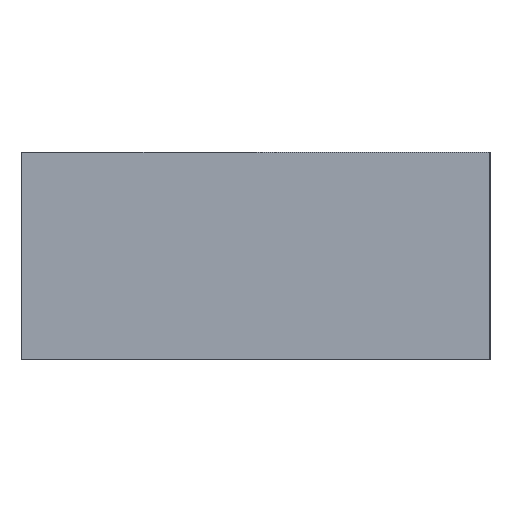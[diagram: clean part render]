
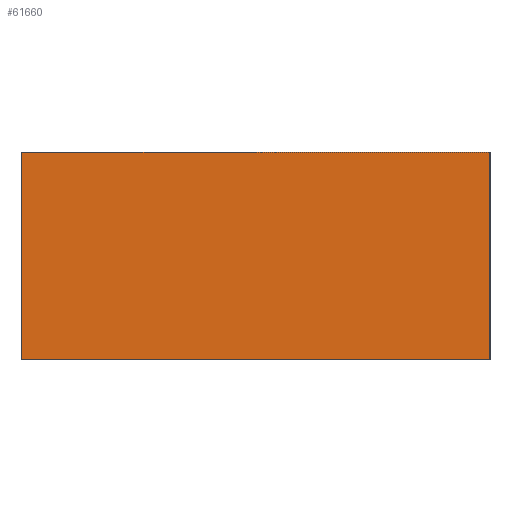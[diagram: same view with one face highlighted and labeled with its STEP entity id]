
A CAD part, left-side view. The second image highlights one B-rep face of the part: STEP entity #61660.
In plain terms, the highlighted planar face has unit normal (-1, 0, 0).
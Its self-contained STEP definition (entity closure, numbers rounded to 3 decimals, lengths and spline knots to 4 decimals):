
#13131=ORIENTED_EDGE('',*,*,#19735,.T.);
#13132=ORIENTED_EDGE('',*,*,#19729,.F.);
#13133=ORIENTED_EDGE('',*,*,#19694,.F.);
#13134=ORIENTED_EDGE('',*,*,#19716,.T.);
#19694=EDGE_CURVE('',#24090,#24091,#30639,.T.);
#19716=EDGE_CURVE('',#24090,#24110,#30655,.T.);
#19729=EDGE_CURVE('',#24091,#24118,#30668,.T.);
#19735=EDGE_CURVE('',#24110,#24118,#30674,.T.);
#24090=VERTEX_POINT('',#87990);
#24091=VERTEX_POINT('',#87991);
#24110=VERTEX_POINT('',#88038);
#24118=VERTEX_POINT('',#88062);
#30639=LINE('',#87989,#37192);
#30655=LINE('',#88039,#37208);
#30668=LINE('',#88061,#37221);
#30674=LINE('',#88072,#37227);
#37192=VECTOR('',#74827,1000.);
#37208=VECTOR('',#74869,1000.);
#37221=VECTOR('',#74886,1000.);
#37227=VECTOR('',#74894,1000.);
#39465=EDGE_LOOP('',(#13131,#13132,#13133,#13134));
#41710=FACE_BOUND('',#39465,.T.);
#43926=PLANE('',#63890);
#61660=ADVANCED_FACE('',(#41710),#43926,.F.);
#63890=AXIS2_PLACEMENT_3D('',#88071,#74892,#74893);
#74827=DIRECTION('',(0.,-1.,0.));
#74869=DIRECTION('',(0.,0.,-1.));
#74886=DIRECTION('',(0.,0.,-1.));
#74892=DIRECTION('',(1.,0.,0.));
#74893=DIRECTION('',(0.,0.,-1.));
#74894=DIRECTION('',(0.,-1.,0.));
#87989=CARTESIAN_POINT('',(-4.5,3.5,3.1));
#87990=CARTESIAN_POINT('',(-4.5,3.5,3.1));
#87991=CARTESIAN_POINT('',(-4.5,-3.5,3.1));
#88038=CARTESIAN_POINT('',(-4.5,3.5,0.));
#88039=CARTESIAN_POINT('',(-4.5,3.5,0.5));
#88061=CARTESIAN_POINT('',(-4.5,-3.5,0.5));
#88062=CARTESIAN_POINT('',(-4.5,-3.5,0.));
#88071=CARTESIAN_POINT('',(-4.5,3.5,0.5));
#88072=CARTESIAN_POINT('',(-4.5,3.5,0.));
